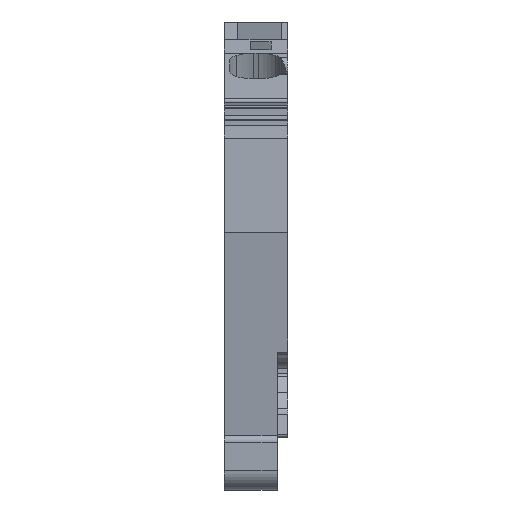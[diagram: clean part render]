
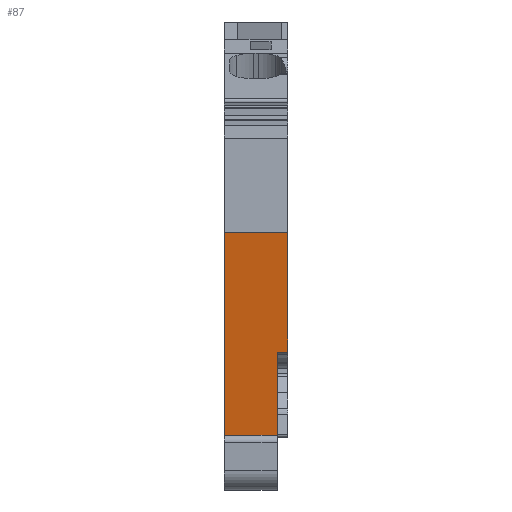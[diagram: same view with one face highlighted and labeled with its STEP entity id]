
A CAD part, front view. The second image highlights one B-rep face of the part: STEP entity #87.
In plain terms, the highlighted planar face has unit normal (0, -0.986, -0.168).
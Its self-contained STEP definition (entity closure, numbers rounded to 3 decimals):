
#35=AXIS2_PLACEMENT_3D('Plane Axis2P3D',#32,#33,#34) ;
#32=CARTESIAN_POINT('Axis2P3D Location',(0.,3.531,4.123)) ;
#37=CARTESIAN_POINT('Line Origine',(0.,1.765,14.485)) ;
#41=CARTESIAN_POINT('Vertex',(0.,0.,24.847)) ;
#43=CARTESIAN_POINT('Vertex',(0.,3.531,4.123)) ;
#46=CARTESIAN_POINT('Line Origine',(2.55,3.531,4.123)) ;
#50=CARTESIAN_POINT('Vertex',(5.1,3.531,4.123)) ;
#53=CARTESIAN_POINT('Line Origine',(5.1,2.75,8.708)) ;
#57=CARTESIAN_POINT('Vertex',(5.1,1.969,13.292)) ;
#60=CARTESIAN_POINT('Line Origine',(5.6,1.969,13.292)) ;
#64=CARTESIAN_POINT('Vertex',(6.1,1.969,13.292)) ;
#67=CARTESIAN_POINT('Line Origine',(6.1,0.984,19.069)) ;
#71=CARTESIAN_POINT('Vertex',(6.1,0.,24.847)) ;
#74=CARTESIAN_POINT('Line Origine',(3.05,0.,24.847)) ;
#33=DIRECTION('Axis2P3D Direction',(0.,-0.986,-0.168)) ;
#34=DIRECTION('Axis2P3D XDirection',(0.,-0.168,0.986)) ;
#38=DIRECTION('Vector Direction',(0.,-0.168,0.986)) ;
#47=DIRECTION('Vector Direction',(-1.,0.,0.)) ;
#54=DIRECTION('Vector Direction',(0.,0.168,-0.986)) ;
#61=DIRECTION('Vector Direction',(-1.,0.,0.)) ;
#68=DIRECTION('Vector Direction',(0.,0.168,-0.986)) ;
#75=DIRECTION('Vector Direction',(-1.,0.,0.)) ;
#39=VECTOR('Line Direction',#38,1.) ;
#48=VECTOR('Line Direction',#47,1.) ;
#55=VECTOR('Line Direction',#54,1.) ;
#62=VECTOR('Line Direction',#61,1.) ;
#69=VECTOR('Line Direction',#68,1.) ;
#76=VECTOR('Line Direction',#75,1.) ;
#80=ORIENTED_EDGE('',*,*,#45,.T.) ;
#81=ORIENTED_EDGE('',*,*,#52,.F.) ;
#82=ORIENTED_EDGE('',*,*,#59,.F.) ;
#83=ORIENTED_EDGE('',*,*,#66,.F.) ;
#84=ORIENTED_EDGE('',*,*,#73,.T.) ;
#85=ORIENTED_EDGE('',*,*,#78,.T.) ;
#87=ADVANCED_FACE('MLD',(#86),#36,.T.) ;
#45=EDGE_CURVE('',#42,#44,#40,.F.) ;
#52=EDGE_CURVE('',#51,#44,#49,.T.) ;
#59=EDGE_CURVE('',#58,#51,#56,.T.) ;
#66=EDGE_CURVE('',#65,#58,#63,.T.) ;
#73=EDGE_CURVE('',#65,#72,#70,.F.) ;
#78=EDGE_CURVE('',#72,#42,#77,.T.) ;
#79=EDGE_LOOP('',(#80,#81,#82,#83,#84,#85)) ;
#86=FACE_OUTER_BOUND('',#79,.T.) ;
#40=LINE('Line',#37,#39) ;
#49=LINE('Line',#46,#48) ;
#56=LINE('Line',#53,#55) ;
#63=LINE('Line',#60,#62) ;
#70=LINE('Line',#67,#69) ;
#77=LINE('Line',#74,#76) ;
#36=PLANE('',#35) ;
#42=VERTEX_POINT('',#41) ;
#44=VERTEX_POINT('',#43) ;
#51=VERTEX_POINT('',#50) ;
#58=VERTEX_POINT('',#57) ;
#65=VERTEX_POINT('',#64) ;
#72=VERTEX_POINT('',#71) ;
